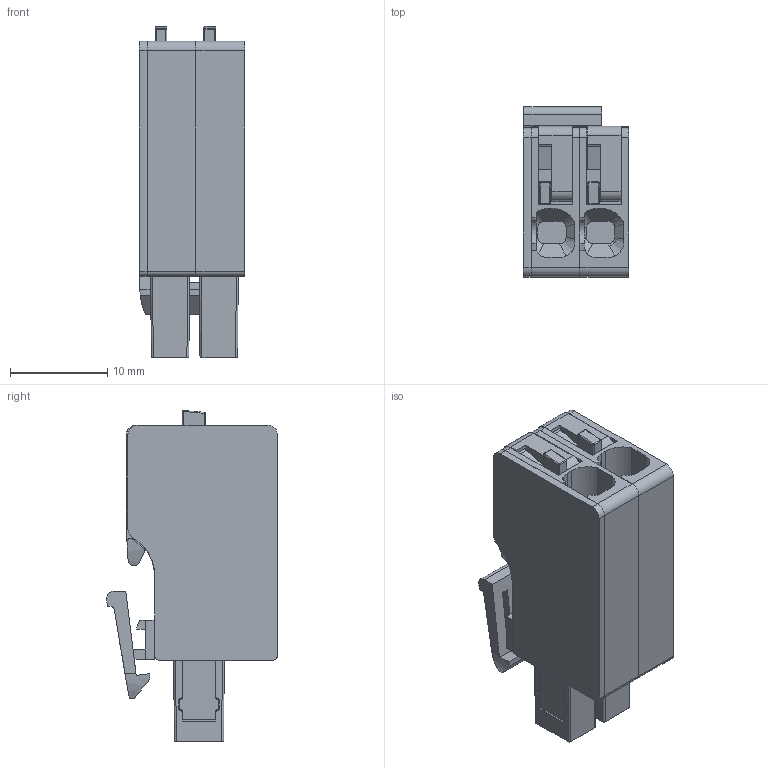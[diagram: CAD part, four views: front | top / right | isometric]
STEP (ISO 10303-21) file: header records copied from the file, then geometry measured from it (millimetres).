
FILE_DESCRIPTION(('CATIA V5 STEP Exchange','CAx-IF Rec.Pracs.--- Model Styling and Organization---1.4--- 2014-01-23'),'2;1');
FILE_NAME ('D1463850_2', '2022-08-24T06:04:36+00:00', ('none'), ('Weidmueller'), 'CATIA Version 5-6 Release 2016 SP3 HF44', 'CATIA V5 STEP AP214', 'none');
FILE_SCHEMA(('AUTOMOTIVE_DESIGN { 1 0 10303 214 1 1 1 1 }'));
Length unit declared in the file: millimetre
Products named in the file (1): 2741670000
Bounding box: 10.8 x 17.53 x 34 mm (x, y, z)
Volume: 3853.2 mm3; surface area: 4821.2 mm2
Topology: 8 solids, 8 shells, 566 faces, 1571 edges, 1032 vertices
Faces by surface type: plane 332, cylinder 199, sphere 16, cone 12, bspline 5, torus 2
Entity records: 19571 total; most frequent: CARTESIAN_POINT 5242, ORIENTED_EDGE 3094, DIRECTION 2344, EDGE_CURVE 1547, VERTEX_POINT 1028, VECTOR 1007, LINE 1007, AXIS2_PLACEMENT_3D 810
